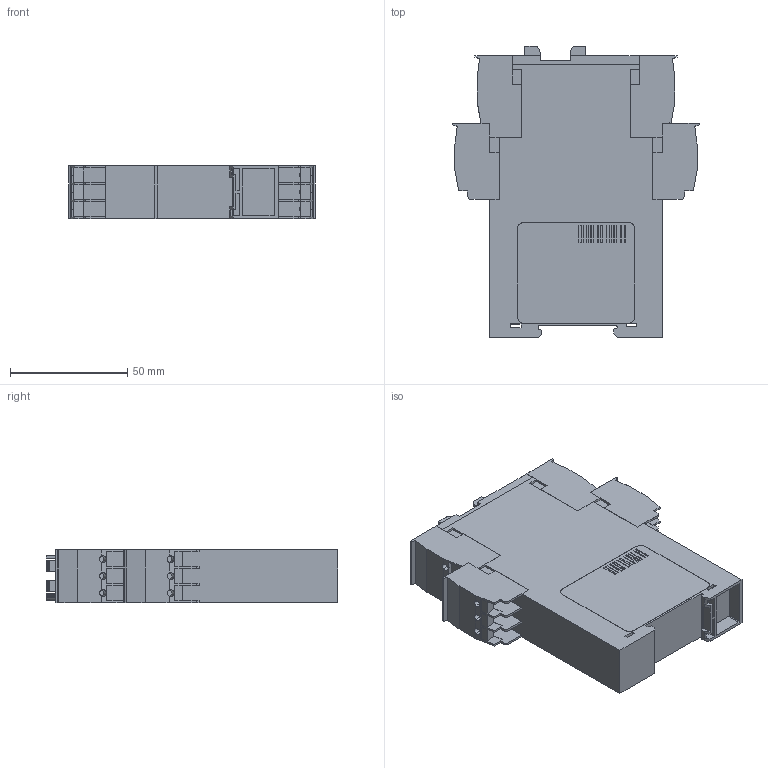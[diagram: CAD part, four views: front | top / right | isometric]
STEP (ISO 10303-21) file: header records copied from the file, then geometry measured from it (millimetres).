
FILE_DESCRIPTION (( 'STEP AP214' ), '1' );
FILE_NAME ('3RK3211-2AA10.STEP', '2011-02-23T14:31:09', ( 'Uwe Förster' ), ( 'Siemens and Partners' ), 'SwSTEP 2.0', 'SolidWorks 2011', '' );
FILE_SCHEMA (( 'AUTOMOTIVE_DESIGN' ));
Length unit declared in the file: millimetre
Products named in the file (1): 3RK3211-2AA10
Bounding box: 105 x 124.1 x 22.6 mm (x, y, z)
Volume: 202894 mm3; surface area: 44913.5 mm2
Topology: 1 solids, 1 shells, 1281 faces, 3455 edges, 2265 vertices
Faces by surface type: plane 947, bspline 324, cylinder 10
Entity records: 61453 total; most frequent: CARTESIAN_POINT 19404, ORIENTED_EDGE 6910, DIRECTION 4540, EDGE_CURVE 3455, VECTOR 2584, LINE 2584, VERTEX_POINT 2265, EDGE_LOOP 1390
